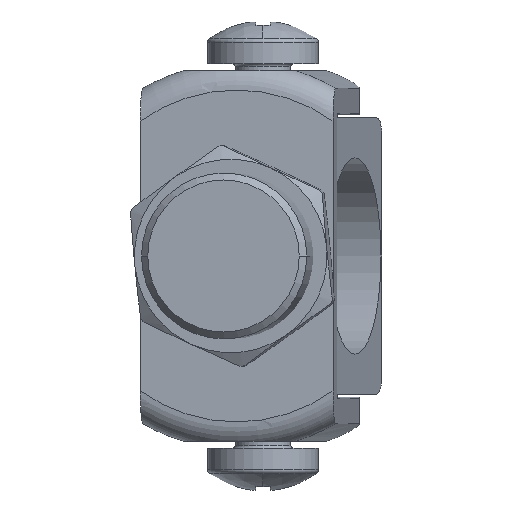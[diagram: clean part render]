
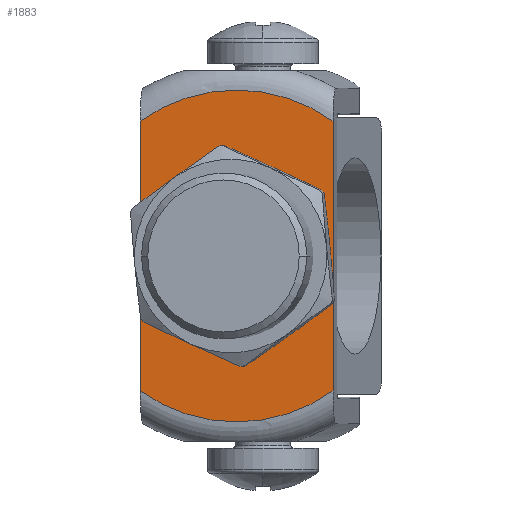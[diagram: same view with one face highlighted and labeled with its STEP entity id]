
A CAD part, front view. The second image highlights one B-rep face of the part: STEP entity #1883.
In plain terms, the highlighted face is planar.
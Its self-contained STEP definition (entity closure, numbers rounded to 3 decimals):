
#1304 = VERTEX_POINT ( 'NONE', #4342 ) ;
#1347 = EDGE_CURVE ( 'NONE', #1348, #1349, #4518, .T. ) ;
#1348 = VERTEX_POINT ( 'NONE', #4513 ) ;
#1349 = VERTEX_POINT ( 'NONE', #4512 ) ;
#1697 = VERTEX_POINT ( 'NONE', #5377 ) ;
#1873 = VERTEX_POINT ( 'NONE', #5429 ) ;
#1875 = EDGE_CURVE ( 'NONE', #1304, #1873, #5428, .T. ) ;
#1876 = EDGE_CURVE ( 'NONE', #1697, #1877, #5423, .T. ) ;
#1877 = VERTEX_POINT ( 'NONE', #5418 ) ;
#1883 = ADVANCED_FACE ( 'NONE', ( #5709, #5708 ), #5707, .F. ) ;
#1884 = EDGE_LOOP ( 'NONE', ( #1892, #1893, #1895, #1896 ) ) ;
#1892 = ORIENTED_EDGE ( 'NONE', *, *, #1876, .F. ) ;
#1893 = ORIENTED_EDGE ( 'NONE', *, *, #1894, .F. ) ;
#1894 = EDGE_CURVE ( 'NONE', #1349, #1697, #5772, .T. ) ;
#1895 = ORIENTED_EDGE ( 'NONE', *, *, #1347, .F. ) ;
#1896 = ORIENTED_EDGE ( 'NONE', *, *, #1897, .T. ) ;
#1897 = EDGE_CURVE ( 'NONE', #1348, #1877, #5768, .T. ) ;
#1898 = EDGE_LOOP ( 'NONE', ( #1899, #1939 ) ) ;
#1899 = ORIENTED_EDGE ( 'NONE', *, *, #1875, .T. ) ;
#1939 = ORIENTED_EDGE ( 'NONE', *, *, #1940, .T. ) ;
#1940 = EDGE_CURVE ( 'NONE', #1873, #1304, #5728, .T. ) ;
#4342 = CARTESIAN_POINT ( 'NONE',  ( 0., 0., 5.4 ) ) ;
#4512 = CARTESIAN_POINT ( 'NONE',  ( -9.747, 0., 7. ) ) ;
#4513 = CARTESIAN_POINT ( 'NONE',  ( -9.747, 0., -7. ) ) ;
#4514 = DIRECTION ( 'NONE',  ( 0., 0., 1. ) ) ;
#4515 = DIRECTION ( 'NONE',  ( 0., 1., 0. ) ) ;
#4516 = CARTESIAN_POINT ( 'NONE',  ( 0., 0., 0. ) ) ;
#4517 = AXIS2_PLACEMENT_3D ( 'NONE', #4516, #4515, #4514 ) ;
#4518 = CIRCLE ( 'NONE', #4517, 12. ) ;
#5377 = CARTESIAN_POINT ( 'NONE',  ( 9.747, 0., 7. ) ) ;
#5418 = CARTESIAN_POINT ( 'NONE',  ( 9.747, 0., -7. ) ) ;
#5419 = DIRECTION ( 'NONE',  ( 0., 0., 1. ) ) ;
#5420 = DIRECTION ( 'NONE',  ( 0., 1., 0. ) ) ;
#5421 = CARTESIAN_POINT ( 'NONE',  ( 0., 0., 0. ) ) ;
#5422 = AXIS2_PLACEMENT_3D ( 'NONE', #5421, #5420, #5419 ) ;
#5423 = CIRCLE ( 'NONE', #5422, 12. ) ;
#5424 = DIRECTION ( 'NONE',  ( 0., 0., 1. ) ) ;
#5425 = DIRECTION ( 'NONE',  ( 0., 1., 0. ) ) ;
#5426 = CARTESIAN_POINT ( 'NONE',  ( 0., 0., 0. ) ) ;
#5427 = AXIS2_PLACEMENT_3D ( 'NONE', #5426, #5425, #5424 ) ;
#5428 = CIRCLE ( 'NONE', #5427, 5.4 ) ;
#5429 = CARTESIAN_POINT ( 'NONE',  ( 0., 0., -5.4 ) ) ;
#5703 = DIRECTION ( 'NONE',  ( 0., 0., 1. ) ) ;
#5704 = DIRECTION ( 'NONE',  ( 0., 1., 0. ) ) ;
#5705 = CARTESIAN_POINT ( 'NONE',  ( 0., 0., 12. ) ) ;
#5706 = AXIS2_PLACEMENT_3D ( 'NONE', #5705, #5704, #5703 ) ;
#5707 = PLANE ( 'NONE',  #5706 ) ;
#5708 = FACE_BOUND ( 'NONE', #1898, .T. ) ;
#5709 = FACE_OUTER_BOUND ( 'NONE', #1884, .T. ) ;
#5724 = DIRECTION ( 'NONE',  ( 0., 0., 1. ) ) ;
#5725 = DIRECTION ( 'NONE',  ( 0., 1., 0. ) ) ;
#5726 = CARTESIAN_POINT ( 'NONE',  ( 0., 0., 0. ) ) ;
#5727 = AXIS2_PLACEMENT_3D ( 'NONE', #5726, #5725, #5724 ) ;
#5728 = CIRCLE ( 'NONE', #5727, 5.4 ) ;
#5765 = DIRECTION ( 'NONE',  ( 1., 0., 0. ) ) ;
#5766 = VECTOR ( 'NONE', #5765, 1000. ) ;
#5767 = CARTESIAN_POINT ( 'NONE',  ( -13.4, 0., -7. ) ) ;
#5768 = LINE ( 'NONE', #5767, #5766 ) ;
#5769 = DIRECTION ( 'NONE',  ( 1., 0., 0. ) ) ;
#5770 = VECTOR ( 'NONE', #5769, 1000. ) ;
#5771 = CARTESIAN_POINT ( 'NONE',  ( -13.4, 0., 7. ) ) ;
#5772 = LINE ( 'NONE', #5771, #5770 ) ;
